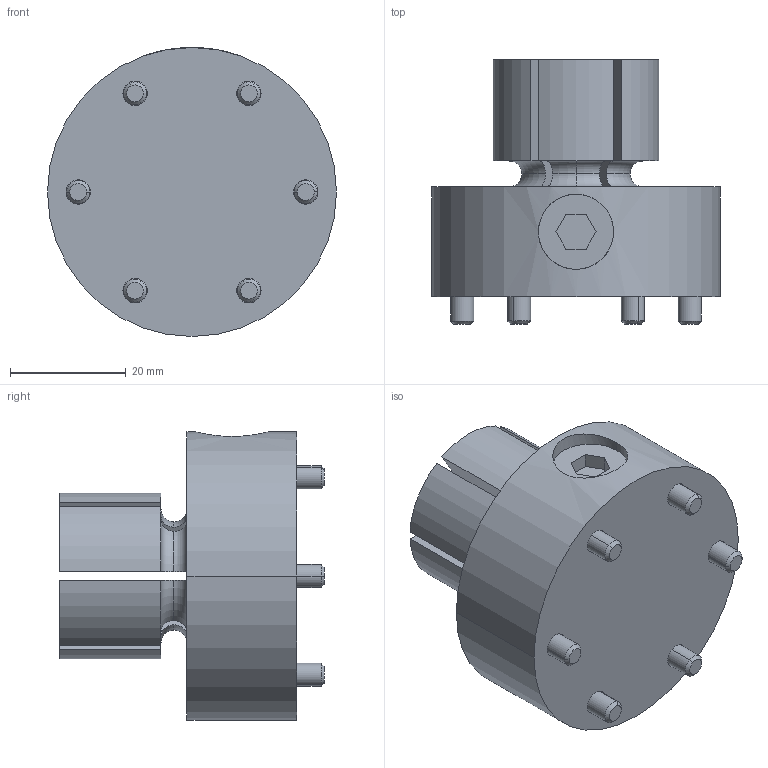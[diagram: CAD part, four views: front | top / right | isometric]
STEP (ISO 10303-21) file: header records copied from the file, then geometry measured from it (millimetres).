
FILE_DESCRIPTION(('STEP AP214'),'1');
FILE_NAME('HALDERN_EH_23340_0125.stp','2014-09-15T07:38:12',('TraceParts'),('TraceParts S.A.'),'XStep 1.0',' ',' ');
FILE_SCHEMA(('automotive_design'));
Length unit declared in the file: millimetre
Products named in the file (7): 1; 2; 3; 4; 5; 6; 7
Bounding box: 50 x 45.75 x 50 mm (x, y, z)
Volume: 46593.6 mm3; surface area: 16837 mm2
Topology: 7 solids, 7 shells, 234 faces, 532 edges, 338 vertices
Faces by surface type: plane 112, cylinder 58, cone 48, torus 16
Entity records: 13736 total; most frequent: CARTESIAN_POINT 2001, DIRECTION 1178, STYLED_ITEM 1104, PRESENTATION_STYLE_ASSIGNMENT 1104, COLOUR_RGB 1104, ORIENTED_EDGE 1064, EDGE_CURVE 532, CURVE_STYLE 532
